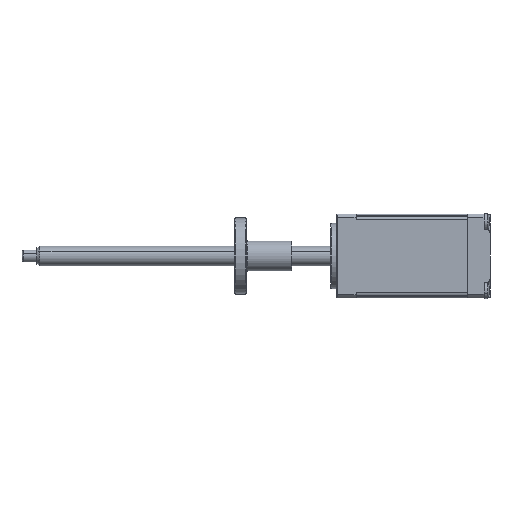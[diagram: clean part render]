
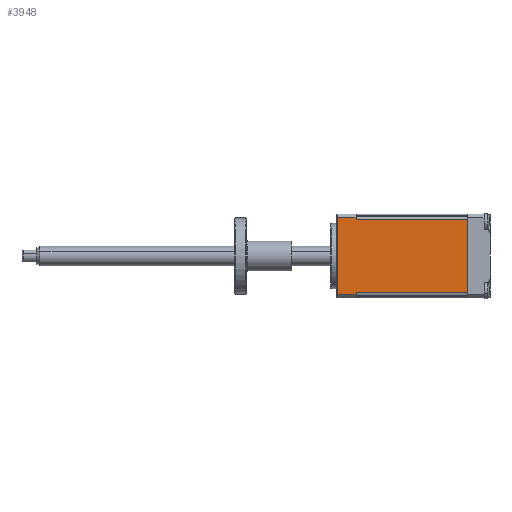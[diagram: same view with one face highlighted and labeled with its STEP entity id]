
A CAD part, left-side view. The second image highlights one B-rep face of the part: STEP entity #3948.
In plain terms, the highlighted planar face has unit normal (-1, 0, 0).
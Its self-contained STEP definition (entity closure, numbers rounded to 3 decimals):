
#71 = CARTESIAN_POINT ( 'NONE',  ( -12.711, 17.576, 20.698 ) ) ;
#188 = VECTOR ( 'NONE', #4389, 1000. ) ;
#197 = LINE ( 'NONE', #9899, #188 ) ;
#263 = VECTOR ( 'NONE', #9505, 1000. ) ;
#293 = EDGE_CURVE ( 'NONE', #10462, #1853, #197, .T. ) ;
#296 = ORIENTED_EDGE ( 'NONE', *, *, #9681, .F. ) ;
#569 = VERTEX_POINT ( 'NONE', #7097 ) ;
#701 = DIRECTION ( 'NONE',  ( 0., 0., 1. ) ) ;
#1182 = CARTESIAN_POINT ( 'NONE',  ( -12.711, -19.524, 21.353 ) ) ;
#1234 = EDGE_LOOP ( 'NONE', ( #8720, #3883, #9964, #9131, #5740, #9915, #2267, #296 ) ) ;
#1853 = VERTEX_POINT ( 'NONE', #4554 ) ;
#2054 = LINE ( 'NONE', #1182, #5955 ) ;
#2248 = LINE ( 'NONE', #8317, #2500 ) ;
#2267 = ORIENTED_EDGE ( 'NONE', *, *, #6631, .F. ) ;
#2414 = LINE ( 'NONE', #3574, #263 ) ;
#2418 = EDGE_CURVE ( 'NONE', #6451, #6260, #6251, .T. ) ;
#2500 = VECTOR ( 'NONE', #5828, 1000. ) ;
#3053 = AXIS2_PLACEMENT_3D ( 'NONE', #8162, #5670, #701 ) ;
#3452 = EDGE_CURVE ( 'NONE', #569, #6260, #2248, .T. ) ;
#3564 = VERTEX_POINT ( 'NONE', #5966 ) ;
#3574 = CARTESIAN_POINT ( 'NONE',  ( -12.711, -19.524, 45.847 ) ) ;
#3583 = CARTESIAN_POINT ( 'NONE',  ( -12.711, 16.476, 20.698 ) ) ;
#3733 = CARTESIAN_POINT ( 'NONE',  ( -12.711, 17.576, 46.502 ) ) ;
#3883 = ORIENTED_EDGE ( 'NONE', *, *, #293, .F. ) ;
#3892 = CARTESIAN_POINT ( 'NONE',  ( -12.711, -19.524, 21.353 ) ) ;
#3895 = VECTOR ( 'NONE', #5655, 1000. ) ;
#3948 = ADVANCED_FACE ( 'NONE', ( #4492 ), #4809, .F. ) ;
#4389 = DIRECTION ( 'NONE',  ( 0., 0., -1. ) ) ;
#4446 = LINE ( 'NONE', #4831, #3895 ) ;
#4492 = FACE_OUTER_BOUND ( 'NONE', #1234, .T. ) ;
#4531 = DIRECTION ( 'NONE',  ( 0., 1., 0. ) ) ;
#4554 = CARTESIAN_POINT ( 'NONE',  ( -12.711, 17.576, 45.847 ) ) ;
#4586 = EDGE_CURVE ( 'NONE', #10462, #569, #8504, .T. ) ;
#4809 = PLANE ( 'NONE',  #3053 ) ;
#4831 = CARTESIAN_POINT ( 'NONE',  ( -12.711, -19.524, 45.847 ) ) ;
#5090 = LINE ( 'NONE', #8683, #9299 ) ;
#5474 = EDGE_CURVE ( 'NONE', #3564, #6451, #5090, .T. ) ;
#5655 = DIRECTION ( 'NONE',  ( 0., 0., -1. ) ) ;
#5670 = DIRECTION ( 'NONE',  ( 1., 0., 0. ) ) ;
#5740 = ORIENTED_EDGE ( 'NONE', *, *, #2418, .F. ) ;
#5828 = DIRECTION ( 'NONE',  ( 0., 0., -1. ) ) ;
#5955 = VECTOR ( 'NONE', #4531, 1000. ) ;
#5966 = CARTESIAN_POINT ( 'NONE',  ( -12.711, 17.576, 21.353 ) ) ;
#6016 = CARTESIAN_POINT ( 'NONE',  ( -12.711, 16.476, 46.502 ) ) ;
#6251 = LINE ( 'NONE', #3583, #10738 ) ;
#6260 = VERTEX_POINT ( 'NONE', #10813 ) ;
#6451 = VERTEX_POINT ( 'NONE', #71 ) ;
#6631 = EDGE_CURVE ( 'NONE', #8625, #3564, #2054, .T. ) ;
#7097 = CARTESIAN_POINT ( 'NONE',  ( -12.711, 23.876, 46.502 ) ) ;
#7361 = VERTEX_POINT ( 'NONE', #8023 ) ;
#7699 = DIRECTION ( 'NONE',  ( 0., 1., 0. ) ) ;
#8023 = CARTESIAN_POINT ( 'NONE',  ( -12.711, -19.524, 45.847 ) ) ;
#8162 = CARTESIAN_POINT ( 'NONE',  ( -12.711, -19.524, 45.847 ) ) ;
#8227 = VECTOR ( 'NONE', #7699, 1000. ) ;
#8317 = CARTESIAN_POINT ( 'NONE',  ( -12.711, 23.876, 20.698 ) ) ;
#8504 = LINE ( 'NONE', #6016, #8227 ) ;
#8625 = VERTEX_POINT ( 'NONE', #3892 ) ;
#8683 = CARTESIAN_POINT ( 'NONE',  ( -12.711, 17.576, 20.698 ) ) ;
#8720 = ORIENTED_EDGE ( 'NONE', *, *, #10822, .T. ) ;
#9131 = ORIENTED_EDGE ( 'NONE', *, *, #3452, .T. ) ;
#9299 = VECTOR ( 'NONE', #10411, 1000. ) ;
#9505 = DIRECTION ( 'NONE',  ( 0., 1., 0. ) ) ;
#9681 = EDGE_CURVE ( 'NONE', #7361, #8625, #4446, .T. ) ;
#9899 = CARTESIAN_POINT ( 'NONE',  ( -12.711, 17.576, 20.698 ) ) ;
#9915 = ORIENTED_EDGE ( 'NONE', *, *, #5474, .F. ) ;
#9964 = ORIENTED_EDGE ( 'NONE', *, *, #4586, .T. ) ;
#10350 = DIRECTION ( 'NONE',  ( 0., 1., 0. ) ) ;
#10411 = DIRECTION ( 'NONE',  ( 0., 0., -1. ) ) ;
#10462 = VERTEX_POINT ( 'NONE', #3733 ) ;
#10738 = VECTOR ( 'NONE', #10350, 1000. ) ;
#10813 = CARTESIAN_POINT ( 'NONE',  ( -12.711, 23.876, 20.698 ) ) ;
#10822 = EDGE_CURVE ( 'NONE', #7361, #1853, #2414, .T. ) ;
